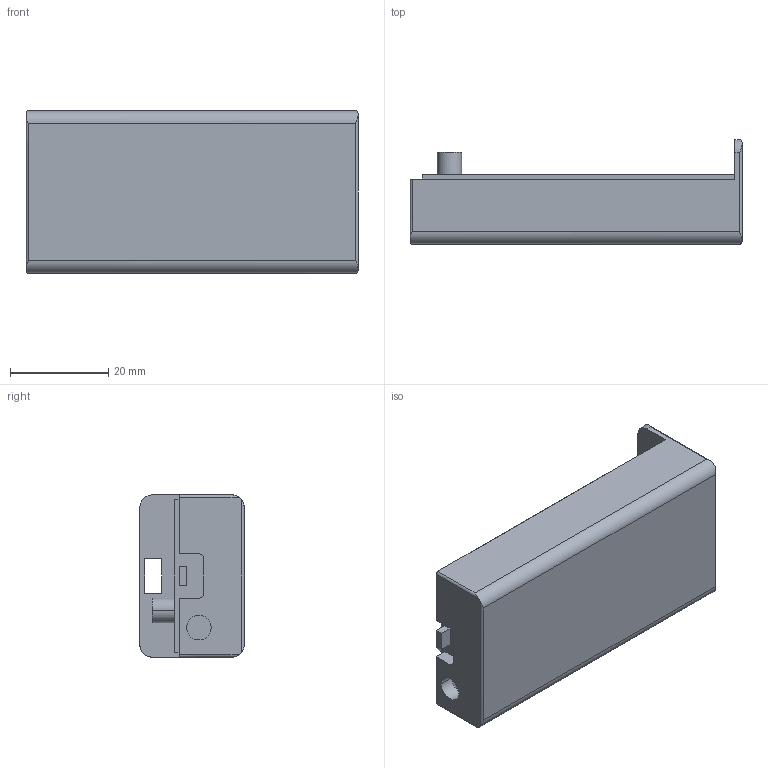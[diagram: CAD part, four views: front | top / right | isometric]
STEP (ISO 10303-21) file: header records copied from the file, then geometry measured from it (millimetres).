
FILE_DESCRIPTION (( 'STEP AP203' ), '1' );
FILE_NAME ('9v_holder_bottom_11_19_20_Default_sldprt.STEP', '2022-06-04T22:40:11', ( '' ), ( '' ), 'SwSTEP 2.0', 'SolidWorks 2021', '' );
FILE_SCHEMA (( 'CONFIG_CONTROL_DESIGN' ));
Length unit declared in the file: metre
Products named in the file (1): 9v_holder_bottom_11_19_20_Default_sldprt
Bounding box: 67.49 x 21.21 x 32.99 mm (x, y, z)
Volume: 8740.7 mm3; surface area: 11703.6 mm2
Topology: 2 solids, 2 shells, 92 faces, 235 edges, 154 vertices
Faces by surface type: plane 58, cylinder 32, torus 2
Entity records: 2920 total; most frequent: CARTESIAN_POINT 605, ORIENTED_EDGE 470, DIRECTION 446, EDGE_CURVE 235, VECTOR 168, LINE 168, VERTEX_POINT 154, AXIS2_PLACEMENT_3D 139
